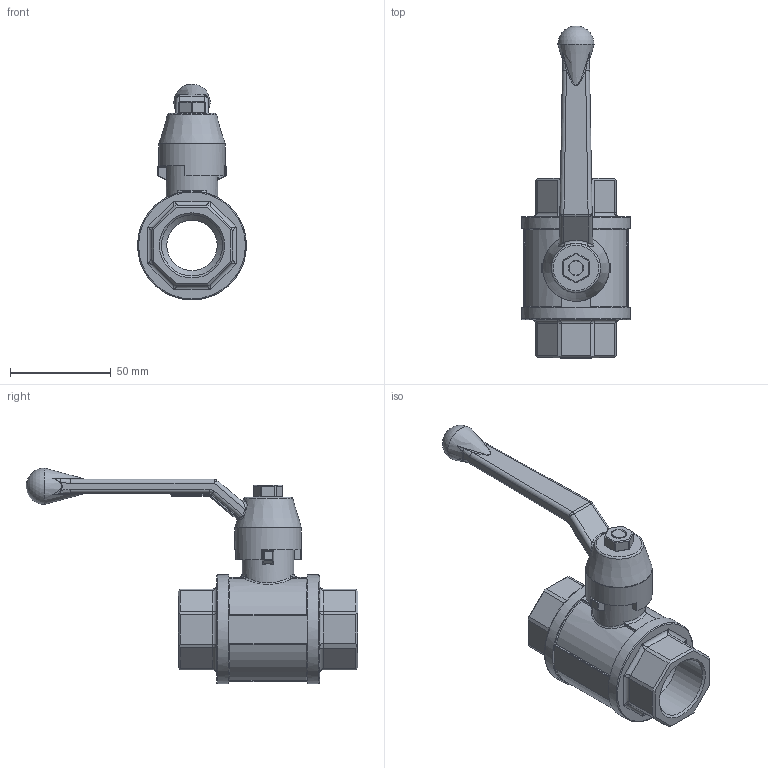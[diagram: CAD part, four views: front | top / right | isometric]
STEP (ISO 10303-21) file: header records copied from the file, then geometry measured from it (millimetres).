
FILE_DESCRIPTION(/* description */ ('Unknown'),/* implementation_level */ '2;1');
FILE_NAME(/* name */ '828-06',/* time_stamp */ '2022-08-09T09:38:59+02:00',/* author */ ('Unknown'),/* organization */ ('Unknown'),/* preprocessor_version */ 'ST-DEVELOPER v16.7',/* originating_system */ 'Solid Edge',/* authorisation */ 'Unknown');
FILE_SCHEMA (('AUTOMOTIVE_DESIGN {1 0 10303 214 3 1 1}'));
Length unit declared in the file: millimetre
Products named in the file (4): 2.108.025; M8; Hebel f黵 3_4 - 1
Assembly tree (3 placements, depth 2):
  2.108.025
    M8
    Hebel f黵 3_4 - 1
    2.108.025
Bounding box: 54 x 164.5 x 107 mm (x, y, z)
Volume: 147694.1 mm3; surface area: 36883.5 mm2
Topology: 3 solids, 3 shells, 331 faces, 827 edges, 480 vertices
Faces by surface type: plane 135, cylinder 89, bspline 64, torus 20, sphere 13, cone 10
Full cylindrical faces by diameter (mm): 6.647 x1, 8 x1, 25 x1, 26 x1, 27 x1, 30.291 x2, 33 x1, 54 x2
Entity records: 12173 total; most frequent: CARTESIAN_POINT 3411, ORIENTED_EDGE 1522, DIRECTION 1319, EDGE_CURVE 761, VERTEX_POINT 466, AXIS2_PLACEMENT_3D 461, LINE 397, VECTOR 397
